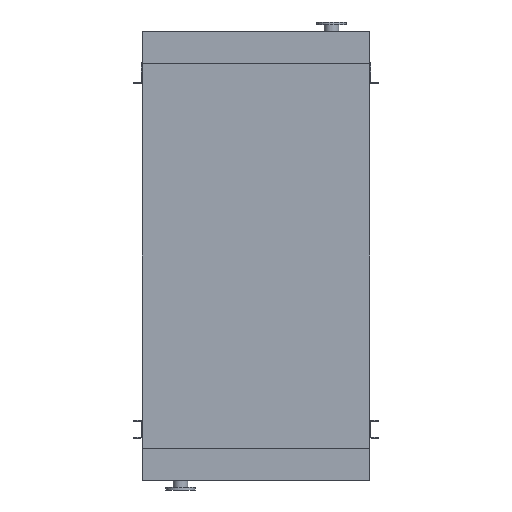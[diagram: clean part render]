
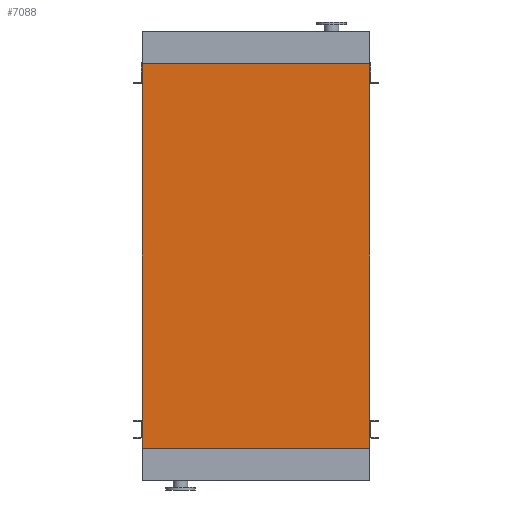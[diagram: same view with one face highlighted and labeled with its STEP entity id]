
A CAD part, front view. The second image highlights one B-rep face of the part: STEP entity #7088.
In plain terms, the highlighted planar face has unit normal (0, -1, 0).
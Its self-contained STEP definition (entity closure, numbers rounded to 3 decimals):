
#314 = EDGE_CURVE ( 'NONE', #3098, #7038, #14687, .T. ) ;
#650 = EDGE_LOOP ( 'NONE', ( #1738, #3911, #7161, #10309 ) ) ;
#1181 = DIRECTION ( 'NONE',  ( 1., 0., 0. ) ) ;
#1738 = ORIENTED_EDGE ( 'NONE', *, *, #11760, .F. ) ;
#2064 = AXIS2_PLACEMENT_3D ( 'NONE', #7146, #4599, #6992 ) ;
#3098 = VERTEX_POINT ( 'NONE', #14358 ) ;
#3214 = DIRECTION ( 'NONE',  ( 1., 0., 0. ) ) ;
#3245 = EDGE_CURVE ( 'NONE', #7038, #3721, #3385, .T. ) ;
#3385 = LINE ( 'NONE', #9368, #10317 ) ;
#3418 = CARTESIAN_POINT ( 'NONE',  ( -845., 0., -2850. ) ) ;
#3721 = VERTEX_POINT ( 'NONE', #5220 ) ;
#3911 = ORIENTED_EDGE ( 'NONE', *, *, #6271, .F. ) ;
#3964 = CARTESIAN_POINT ( 'NONE',  ( -845., 0., 0. ) ) ;
#4370 = DIRECTION ( 'NONE',  ( 0., 0., 1. ) ) ;
#4527 = PLANE ( 'NONE',  #2064 ) ;
#4599 = DIRECTION ( 'NONE',  ( 0., -1., 0. ) ) ;
#4697 = VECTOR ( 'NONE', #1181, 1000. ) ;
#5220 = CARTESIAN_POINT ( 'NONE',  ( 845., 0., 0. ) ) ;
#5469 = LINE ( 'NONE', #13775, #12311 ) ;
#6271 = EDGE_CURVE ( 'NONE', #3098, #14580, #7304, .T. ) ;
#6992 = DIRECTION ( 'NONE',  ( 0., 0., -1. ) ) ;
#7038 = VERTEX_POINT ( 'NONE', #14786 ) ;
#7088 = ADVANCED_FACE ( 'NONE', ( #14612 ), #4527, .T. ) ;
#7146 = CARTESIAN_POINT ( 'NONE',  ( -845., 0., -2850. ) ) ;
#7161 = ORIENTED_EDGE ( 'NONE', *, *, #314, .T. ) ;
#7304 = LINE ( 'NONE', #13233, #9261 ) ;
#9261 = VECTOR ( 'NONE', #11890, 1000. ) ;
#9368 = CARTESIAN_POINT ( 'NONE',  ( 845., 0., -2850. ) ) ;
#10309 = ORIENTED_EDGE ( 'NONE', *, *, #3245, .T. ) ;
#10317 = VECTOR ( 'NONE', #4370, 1000. ) ;
#11760 = EDGE_CURVE ( 'NONE', #14580, #3721, #5469, .T. ) ;
#11890 = DIRECTION ( 'NONE',  ( 0., 0., 1. ) ) ;
#12311 = VECTOR ( 'NONE', #3214, 1000. ) ;
#13233 = CARTESIAN_POINT ( 'NONE',  ( -845., 0., -2850. ) ) ;
#13775 = CARTESIAN_POINT ( 'NONE',  ( -845., 0., 0. ) ) ;
#14358 = CARTESIAN_POINT ( 'NONE',  ( -845., 0., -2850. ) ) ;
#14580 = VERTEX_POINT ( 'NONE', #3964 ) ;
#14612 = FACE_OUTER_BOUND ( 'NONE', #650, .T. ) ;
#14687 = LINE ( 'NONE', #3418, #4697 ) ;
#14786 = CARTESIAN_POINT ( 'NONE',  ( 845., 0., -2850. ) ) ;
